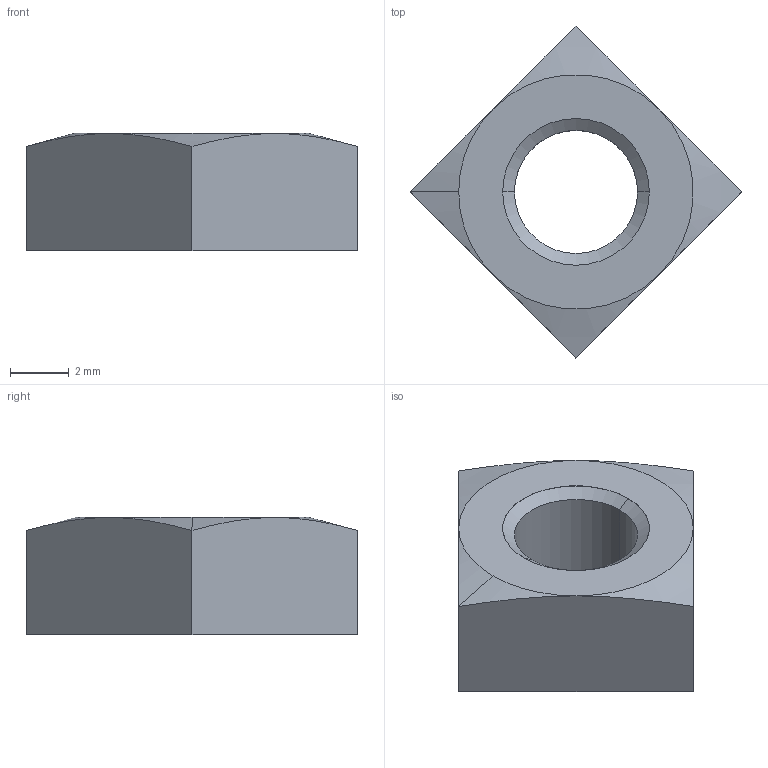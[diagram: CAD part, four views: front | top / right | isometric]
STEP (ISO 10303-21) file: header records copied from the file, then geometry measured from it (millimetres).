
FILE_DESCRIPTION (( 'STEP AP203' ), '1' );
FILE_NAME ('square nut grade c_din_Square nut DIN 557 M5 -N_sldprt.STEP', '2023-04-20T12:26:34', ( '' ), ( '' ), 'SwSTEP 2.0', 'SolidWorks 2021', '' );
FILE_SCHEMA (( 'CONFIG_CONTROL_DESIGN' ));
Length unit declared in the file: millimetre
Products named in the file (1): square nut grade c_din_Square nut DIN 557 M5 -N_sldprt
Bounding box: 11.31 x 11.31 x 4 mm (x, y, z)
Volume: 197.1 mm3; surface area: 271.7 mm2
Topology: 1 solids, 1 shells, 21 faces, 44 edges, 25 vertices
Faces by surface type: cone 9, cylinder 6, plane 6
Entity records: 648 total; most frequent: CARTESIAN_POINT 123, DIRECTION 97, ORIENTED_EDGE 88, EDGE_CURVE 44, AXIS2_PLACEMENT_3D 39, VERTEX_POINT 25, EDGE_LOOP 23, ADVANCED_FACE 21
